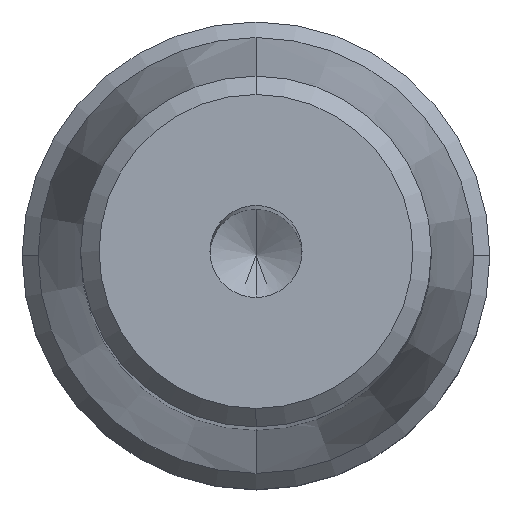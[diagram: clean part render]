
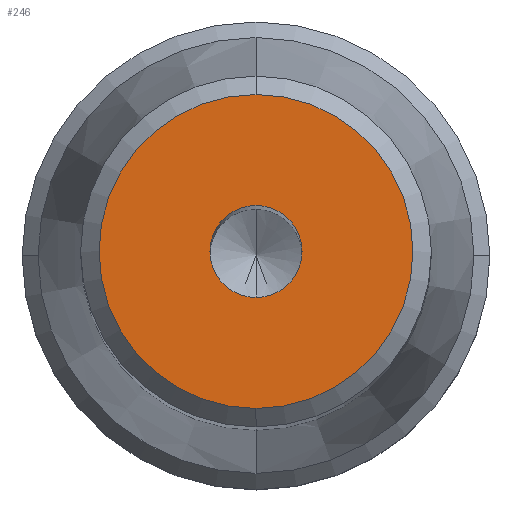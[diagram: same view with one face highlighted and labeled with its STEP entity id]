
A CAD part, top view. The second image highlights one B-rep face of the part: STEP entity #246.
In plain terms, the highlighted planar face has unit normal (0, 0, 1).
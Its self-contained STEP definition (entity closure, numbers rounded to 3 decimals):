
#246=ADVANCED_FACE('',(#274,#275),#267,.F.);
#267=PLANE('',#1033);
#274=FACE_BOUND('',#318,.T.);
#275=FACE_BOUND('',#319,.T.);
#318=EDGE_LOOP('',(#507,#508));
#319=EDGE_LOOP('',(#509,#510));
#507=ORIENTED_EDGE('',*,*,#741,.F.);
#508=ORIENTED_EDGE('',*,*,#742,.F.);
#509=ORIENTED_EDGE('',*,*,#743,.F.);
#510=ORIENTED_EDGE('',*,*,#744,.F.);
#633=VERTEX_POINT('',#1601);
#634=VERTEX_POINT('',#1603);
#635=VERTEX_POINT('',#1608);
#636=VERTEX_POINT('',#1609);
#741=EDGE_CURVE('',#634,#633,#839,.T.);
#742=EDGE_CURVE('',#633,#634,#840,.T.);
#743=EDGE_CURVE('',#635,#636,#841,.T.);
#744=EDGE_CURVE('',#636,#635,#842,.T.);
#839=CIRCLE('',#1028,8.525);
#840=CIRCLE('',#1030,8.525);
#841=CIRCLE('',#1031,2.5);
#842=CIRCLE('',#1032,2.5);
#1028=AXIS2_PLACEMENT_3D('',#1604,#1319,#1320);
#1030=AXIS2_PLACEMENT_3D('',#1606,#1323,#1324);
#1031=AXIS2_PLACEMENT_3D('',#1607,#1325,#1326);
#1032=AXIS2_PLACEMENT_3D('',#1610,#1327,#1328);
#1033=AXIS2_PLACEMENT_3D('',#1611,#1329,#1330);
#1319=DIRECTION('',(0.,0.,-1.));
#1320=DIRECTION('',(0.,1.,0.));
#1323=DIRECTION('',(0.,0.,-1.));
#1324=DIRECTION('',(0.,-1.,0.));
#1325=DIRECTION('',(0.,0.,1.));
#1326=DIRECTION('',(0.,-1.,0.));
#1327=DIRECTION('',(0.,0.,1.));
#1328=DIRECTION('',(0.,1.,0.));
#1329=DIRECTION('',(0.,0.,-1.));
#1330=DIRECTION('',(0.,-1.,0.));
#1601=CARTESIAN_POINT('',(0.,-8.525,0.));
#1603=CARTESIAN_POINT('',(0.,8.525,0.));
#1604=CARTESIAN_POINT('',(0.,0.,0.));
#1606=CARTESIAN_POINT('',(0.,0.,0.));
#1607=CARTESIAN_POINT('',(0.,0.,0.));
#1608=CARTESIAN_POINT('',(0.,-2.5,0.));
#1609=CARTESIAN_POINT('',(0.,2.5,0.));
#1610=CARTESIAN_POINT('',(0.,0.,0.));
#1611=CARTESIAN_POINT('',(0.,0.,0.));
